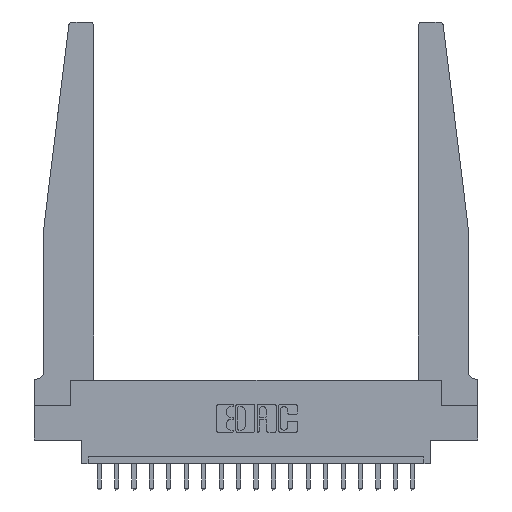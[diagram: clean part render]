
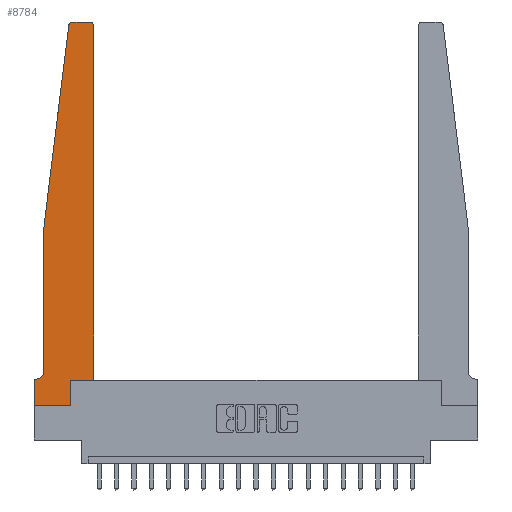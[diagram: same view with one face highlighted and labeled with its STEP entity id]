
A CAD part, top view. The second image highlights one B-rep face of the part: STEP entity #8784.
In plain terms, the highlighted planar face has unit normal (0, 0, 1).
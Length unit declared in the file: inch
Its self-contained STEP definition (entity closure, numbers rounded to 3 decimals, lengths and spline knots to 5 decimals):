
#120 = VERTEX_POINT ( 'NONE', #1620 ) ;
#236 = LINE ( 'NONE', #8043, #8817 ) ;
#1035 = CARTESIAN_POINT ( 'NONE',  ( 0., 0., 0.37 ) ) ;
#1517 = VERTEX_POINT ( 'NONE', #4345 ) ;
#1620 = CARTESIAN_POINT ( 'NONE',  ( 0.2605, 0.18, 0.37 ) ) ;
#1738 = VECTOR ( 'NONE', #19320, 39.37008 ) ;
#2014 = CIRCLE ( 'NONE', #18878, 0.03 ) ;
#2184 = ORIENTED_EDGE ( 'NONE', *, *, #4067, .T. ) ;
#2600 = EDGE_CURVE ( 'NONE', #120, #18453, #16610, .T. ) ;
#3098 = EDGE_CURVE ( 'NONE', #18453, #3116, #16325, .T. ) ;
#3116 = VERTEX_POINT ( 'NONE', #8877 ) ;
#3181 = DIRECTION ( 'NONE',  ( 0., 1., 0. ) ) ;
#3468 = EDGE_CURVE ( 'NONE', #10477, #13227, #12932, .T. ) ;
#3538 = VECTOR ( 'NONE', #10636, 39.37008 ) ;
#3705 = VERTEX_POINT ( 'NONE', #14383 ) ;
#4067 = EDGE_CURVE ( 'NONE', #3705, #16538, #8547, .T. ) ;
#4162 = EDGE_CURVE ( 'NONE', #1517, #14763, #236, .T. ) ;
#4345 = CARTESIAN_POINT ( 'NONE',  ( 0.395, 2.75, 0.37 ) ) ;
#4521 = EDGE_LOOP ( 'NONE', ( #15289, #17234, #2184, #12976, #18578, #17697, #16280, #8508, #19520, #6745, #6764, #13990 ) ) ;
#5004 = AXIS2_PLACEMENT_3D ( 'NONE', #17895, #19414, #19900 ) ;
#5305 = DIRECTION ( 'NONE',  ( 0., 0., 1. ) ) ;
#5609 = EDGE_CURVE ( 'NONE', #6839, #16601, #8753, .T. ) ;
#5718 = VECTOR ( 'NONE', #11937, 39.37008 ) ;
#5884 = EDGE_CURVE ( 'NONE', #6538, #10477, #6153, .T. ) ;
#6153 = CIRCLE ( 'NONE', #6660, 0.05 ) ;
#6300 = EDGE_CURVE ( 'NONE', #3116, #1517, #19848, .T. ) ;
#6538 = VERTEX_POINT ( 'NONE', #7977 ) ;
#6660 = AXIS2_PLACEMENT_3D ( 'NONE', #17445, #17576, #8295 ) ;
#6745 = ORIENTED_EDGE ( 'NONE', *, *, #2600, .T. ) ;
#6764 = ORIENTED_EDGE ( 'NONE', *, *, #3098, .T. ) ;
#6839 = VERTEX_POINT ( 'NONE', #18136 ) ;
#7057 = DIRECTION ( 'NONE',  ( 0., -1., 0. ) ) ;
#7401 = CARTESIAN_POINT ( 'NONE',  ( 0.065, 1.25, 0.37 ) ) ;
#7871 = VECTOR ( 'NONE', #13687, 39.37008 ) ;
#7929 = VECTOR ( 'NONE', #13703, 39.37008 ) ;
#7972 = CARTESIAN_POINT ( 'NONE',  ( 0.425, 0.18, 0.37 ) ) ;
#7977 = CARTESIAN_POINT ( 'NONE',  ( 0.065, 0.2375, 0.37 ) ) ;
#8043 = CARTESIAN_POINT ( 'NONE',  ( 0.25, 2.75, 0.37 ) ) ;
#8253 = CARTESIAN_POINT ( 'NONE',  ( 0.27653, 2.72, 0.37 ) ) ;
#8295 = DIRECTION ( 'NONE',  ( -1., 0., 0. ) ) ;
#8508 = ORIENTED_EDGE ( 'NONE', *, *, #5609, .T. ) ;
#8547 = LINE ( 'NONE', #7401, #7871 ) ;
#8753 = LINE ( 'NONE', #8925, #3538 ) ;
#8761 = EDGE_CURVE ( 'NONE', #16601, #120, #12995, .T. ) ;
#8784 = ADVANCED_FACE ( 'NONE', ( #15895 ), #19088, .T. ) ;
#8817 = VECTOR ( 'NONE', #14456, 39.37008 ) ;
#8877 = CARTESIAN_POINT ( 'NONE',  ( 0.425, 2.72, 0.37 ) ) ;
#8925 = CARTESIAN_POINT ( 'NONE',  ( 0., 0., 0.37 ) ) ;
#9010 = CARTESIAN_POINT ( 'NONE',  ( 0.425, 0.18, 0.37 ) ) ;
#9602 = DIRECTION ( 'NONE',  ( 1., 0., 0. ) ) ;
#9825 = DIRECTION ( 'NONE',  ( 0., 0., 1. ) ) ;
#9874 = CARTESIAN_POINT ( 'NONE',  ( 0.065, 1.25, 0.37 ) ) ;
#10477 = VERTEX_POINT ( 'NONE', #18099 ) ;
#10636 = DIRECTION ( 'NONE',  ( 1., 0., 0. ) ) ;
#11367 = DIRECTION ( 'NONE',  ( 1., 0., 0. ) ) ;
#11486 = VECTOR ( 'NONE', #3181, 39.37008 ) ;
#11937 = DIRECTION ( 'NONE',  ( -1., 0., 0. ) ) ;
#12699 = CARTESIAN_POINT ( 'NONE',  ( 0.2605, 0.18, 0.37 ) ) ;
#12869 = CARTESIAN_POINT ( 'NONE',  ( 0., 0.1875, 0.37 ) ) ;
#12932 = LINE ( 'NONE', #19275, #5718 ) ;
#12976 = ORIENTED_EDGE ( 'NONE', *, *, #14010, .T. ) ;
#12995 = LINE ( 'NONE', #12699, #16878 ) ;
#13227 = VERTEX_POINT ( 'NONE', #12869 ) ;
#13637 = EDGE_CURVE ( 'NONE', #14763, #3705, #2014, .T. ) ;
#13687 = DIRECTION ( 'NONE',  ( -0.122, -0.992, 0. ) ) ;
#13703 = DIRECTION ( 'NONE',  ( 1., 0., 0. ) ) ;
#13990 = ORIENTED_EDGE ( 'NONE', *, *, #6300, .T. ) ;
#14010 = EDGE_CURVE ( 'NONE', #16538, #6538, #16910, .T. ) ;
#14383 = CARTESIAN_POINT ( 'NONE',  ( 0.24675, 2.72367, 0.37 ) ) ;
#14456 = DIRECTION ( 'NONE',  ( -1., 0., 0. ) ) ;
#14522 = CARTESIAN_POINT ( 'NONE',  ( 0., 0.1875, 0.37 ) ) ;
#14763 = VERTEX_POINT ( 'NONE', #16007 ) ;
#15289 = ORIENTED_EDGE ( 'NONE', *, *, #4162, .T. ) ;
#15884 = CARTESIAN_POINT ( 'NONE',  ( 0.2605, 0., 0.37 ) ) ;
#15895 = FACE_OUTER_BOUND ( 'NONE', #4521, .T. ) ;
#15926 = LINE ( 'NONE', #1035, #1738 ) ;
#16007 = CARTESIAN_POINT ( 'NONE',  ( 0.27653, 2.75, 0.37 ) ) ;
#16280 = ORIENTED_EDGE ( 'NONE', *, *, #19818, .T. ) ;
#16325 = LINE ( 'NONE', #18351, #11486 ) ;
#16408 = VECTOR ( 'NONE', #7057, 39.37008 ) ;
#16538 = VERTEX_POINT ( 'NONE', #9874 ) ;
#16601 = VERTEX_POINT ( 'NONE', #15884 ) ;
#16610 = LINE ( 'NONE', #9010, #7929 ) ;
#16646 = AXIS2_PLACEMENT_3D ( 'NONE', #14522, #5305, #9602 ) ;
#16878 = VECTOR ( 'NONE', #17568, 39.37008 ) ;
#16910 = LINE ( 'NONE', #17931, #16408 ) ;
#17234 = ORIENTED_EDGE ( 'NONE', *, *, #13637, .T. ) ;
#17445 = CARTESIAN_POINT ( 'NONE',  ( 0.015, 0.2375, 0.37 ) ) ;
#17568 = DIRECTION ( 'NONE',  ( 0., 1., 0. ) ) ;
#17576 = DIRECTION ( 'NONE',  ( 0., 0., -1. ) ) ;
#17697 = ORIENTED_EDGE ( 'NONE', *, *, #3468, .T. ) ;
#17895 = CARTESIAN_POINT ( 'NONE',  ( 0.395, 2.72, 0.37 ) ) ;
#17931 = CARTESIAN_POINT ( 'NONE',  ( 0.065, 1.25, 0.37 ) ) ;
#18099 = CARTESIAN_POINT ( 'NONE',  ( 0.015, 0.1875, 0.37 ) ) ;
#18136 = CARTESIAN_POINT ( 'NONE',  ( 0., 0., 0.37 ) ) ;
#18351 = CARTESIAN_POINT ( 'NONE',  ( 0.425, 0.18, 0.37 ) ) ;
#18453 = VERTEX_POINT ( 'NONE', #7972 ) ;
#18578 = ORIENTED_EDGE ( 'NONE', *, *, #5884, .T. ) ;
#18878 = AXIS2_PLACEMENT_3D ( 'NONE', #8253, #9825, #11367 ) ;
#19088 = PLANE ( 'NONE',  #16646 ) ;
#19275 = CARTESIAN_POINT ( 'NONE',  ( 0.065, 0.1875, 0.37 ) ) ;
#19320 = DIRECTION ( 'NONE',  ( 0., -1., 0. ) ) ;
#19414 = DIRECTION ( 'NONE',  ( 0., 0., 1. ) ) ;
#19520 = ORIENTED_EDGE ( 'NONE', *, *, #8761, .T. ) ;
#19818 = EDGE_CURVE ( 'NONE', #13227, #6839, #15926, .T. ) ;
#19848 = CIRCLE ( 'NONE', #5004, 0.03 ) ;
#19900 = DIRECTION ( 'NONE',  ( 1., 0., 0. ) ) ;
